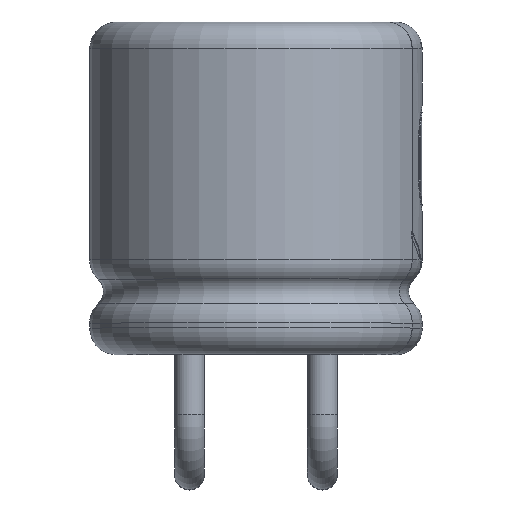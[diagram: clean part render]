
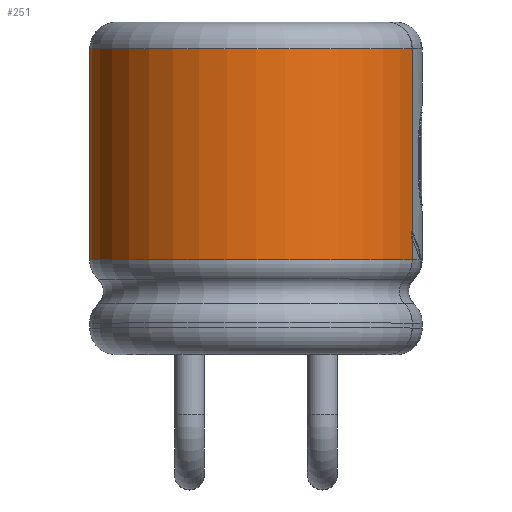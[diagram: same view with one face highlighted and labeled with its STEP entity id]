
A CAD part, top view. The second image highlights one B-rep face of the part: STEP entity #251.
In plain terms, the highlighted cylindrical face has radius 2.5 mm (diameter 5 mm), a partial arc.
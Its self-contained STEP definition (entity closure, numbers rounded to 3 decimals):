
#251=ADVANCED_FACE('',(#938),#940,.T.);
#938=FACE_BOUND('',#939,.T.);
#939=EDGE_LOOP('',(#1506,#1507,#1508,#1509,#1510,#1511,#1512,#1513,#1514,#1515,#1516,
#1517));
#940=CYLINDRICAL_SURFACE('',#941,2.5);
#941=AXIS2_PLACEMENT_3D('',#942,#943,#944);
#942=CARTESIAN_POINT('',(0.,3.226,2.6));
#943=DIRECTION('',(0.,1.,0.));
#944=DIRECTION('',(1.,0.,0.));
#1506=ORIENTED_EDGE('',*,*,#1877,.T.);
#1507=ORIENTED_EDGE('',*,*,#1878,.T.);
#1508=ORIENTED_EDGE('',*,*,#1879,.F.);
#1509=ORIENTED_EDGE('',*,*,#1880,.T.);
#1510=ORIENTED_EDGE('',*,*,#1881,.F.);
#1511=ORIENTED_EDGE('',*,*,#1882,.T.);
#1512=ORIENTED_EDGE('',*,*,#1883,.T.);
#1513=ORIENTED_EDGE('',*,*,#1844,.T.);
#1514=ORIENTED_EDGE('',*,*,#1843,.F.);
#1515=ORIENTED_EDGE('',*,*,#1884,.F.);
#1516=ORIENTED_EDGE('',*,*,#1831,.F.);
#1517=ORIENTED_EDGE('',*,*,#1860,.T.);
#1831=EDGE_CURVE('',#2068,#2070,#2071,.T.);
#1843=EDGE_CURVE('',#2090,#2084,#2092,.F.);
#1844=EDGE_CURVE('',#2093,#2084,#2094,.T.);
#1860=EDGE_CURVE('',#2068,#2121,#2123,.T.);
#1877=EDGE_CURVE('',#2121,#2148,#2149,.F.);
#1878=EDGE_CURVE('',#2148,#2150,#2151,.F.);
#1879=EDGE_CURVE('',#2152,#2150,#2153,.T.);
#1880=EDGE_CURVE('',#2152,#2154,#2155,.T.);
#1881=EDGE_CURVE('',#2156,#2154,#2157,.F.);
#1882=EDGE_CURVE('',#2156,#2158,#2159,.F.);
#1883=EDGE_CURVE('',#2158,#2093,#2160,.T.);
#1884=EDGE_CURVE('',#2070,#2090,#2161,.T.);
#2068=VERTEX_POINT('',#2576);
#2070=VERTEX_POINT('',#2580);
#2071=LINE('',#2581,#2582);
#2084=VERTEX_POINT('',#2613);
#2090=VERTEX_POINT('',#2625);
#2092=LINE('',#2630,#2631);
#2093=VERTEX_POINT('',#2633);
#2094=(BOUNDED_CURVE()B_SPLINE_CURVE(3,
(#2634,#2635,#2636,#2637),
.UNSPECIFIED.,.F.,.F.)B_SPLINE_CURVE_WITH_KNOTS((4,4),
(0.,1.),
.UNSPECIFIED.)CURVE()GEOMETRIC_REPRESENTATION_ITEM()RATIONAL_B_SPLINE_CURVE((1.,
1.,1.,1.))REPRESENTATION_ITEM(''));
#2121=VERTEX_POINT('',#2719);
#2123=(BOUNDED_CURVE()B_SPLINE_CURVE(3,
(#2723,#2724,#2725,#2726),
.UNSPECIFIED.,.F.,.F.)B_SPLINE_CURVE_WITH_KNOTS((4,4),
(0.,1.),
.UNSPECIFIED.)CURVE()GEOMETRIC_REPRESENTATION_ITEM()RATIONAL_B_SPLINE_CURVE((1.,
1.,1.,1.))REPRESENTATION_ITEM(''));
#2148=VERTEX_POINT('',#2829);
#2149=LINE('',#2830,#2831);
#2150=VERTEX_POINT('',#2833);
#2151=(BOUNDED_CURVE()B_SPLINE_CURVE(3,
(#2834,#2835,#2836,#2837),
.UNSPECIFIED.,.F.,.F.)B_SPLINE_CURVE_WITH_KNOTS((4,4),
(0.,1.),
.UNSPECIFIED.)CURVE()GEOMETRIC_REPRESENTATION_ITEM()RATIONAL_B_SPLINE_CURVE((1.,
1.,1.,1.))REPRESENTATION_ITEM(''));
#2152=VERTEX_POINT('',#2838);
#2153=LINE('',#2839,#2840);
#2154=VERTEX_POINT('',#2842);
#2155=CIRCLE('',#2843,2.5);
#2156=VERTEX_POINT('',#2847);
#2157=LINE('',#2848,#2849);
#2158=VERTEX_POINT('',#2851);
#2159=(BOUNDED_CURVE()B_SPLINE_CURVE(3,
(#2852,#2853,#2854,#2855),
.UNSPECIFIED.,.F.,.F.)B_SPLINE_CURVE_WITH_KNOTS((4,4),
(0.,1.),
.UNSPECIFIED.)CURVE()GEOMETRIC_REPRESENTATION_ITEM()RATIONAL_B_SPLINE_CURVE((1.,
1.,1.,1.))REPRESENTATION_ITEM(''));
#2160=LINE('',#2856,#2857);
#2161=CIRCLE('',#2859,2.5);
#2576=CARTESIAN_POINT('',(2.349,3.649,1.745));
#2580=CARTESIAN_POINT('',(2.349,6.4,1.745));
#2581=CARTESIAN_POINT('',(2.349,3.649,1.745));
#2582=VECTOR('',#2583,1.);
#2583=DIRECTION('',(0.,1.,0.));
#2613=CARTESIAN_POINT('',(2.349,3.649,3.455));
#2625=CARTESIAN_POINT('',(2.349,6.4,3.455));
#2630=CARTESIAN_POINT('',(2.349,3.649,3.455));
#2631=VECTOR('',#2632,1.);
#2632=DIRECTION('',(0.,1.,0.));
#2633=CARTESIAN_POINT('',(2.349,3.649,3.455));
#2634=CARTESIAN_POINT('',(2.349,3.649,3.455));
#2635=CARTESIAN_POINT('',(2.349,3.649,3.455));
#2636=CARTESIAN_POINT('',(2.349,3.649,3.455));
#2637=CARTESIAN_POINT('',(2.349,3.649,3.455));
#2719=CARTESIAN_POINT('',(2.349,3.649,1.745));
#2723=CARTESIAN_POINT('',(2.349,3.649,1.745));
#2724=CARTESIAN_POINT('',(2.349,3.649,1.745));
#2725=CARTESIAN_POINT('',(2.349,3.649,1.745));
#2726=CARTESIAN_POINT('',(2.349,3.649,1.745));
#2829=CARTESIAN_POINT('',(2.349,3.549,1.745));
#2830=CARTESIAN_POINT('',(2.349,3.549,1.745));
#2831=VECTOR('',#2832,1.);
#2832=DIRECTION('',(0.,1.,0.));
#2833=CARTESIAN_POINT('',(2.349,3.549,1.745));
#2834=CARTESIAN_POINT('',(2.349,3.549,1.745));
#2835=CARTESIAN_POINT('',(2.349,3.549,1.745));
#2836=CARTESIAN_POINT('',(2.349,3.549,1.745));
#2837=CARTESIAN_POINT('',(2.349,3.549,1.745));
#2838=CARTESIAN_POINT('',(2.349,3.226,1.745));
#2839=CARTESIAN_POINT('',(2.349,3.226,1.745));
#2840=VECTOR('',#2841,1.);
#2841=DIRECTION('',(0.,1.,0.));
#2842=CARTESIAN_POINT('',(2.349,3.226,3.455));
#2843=AXIS2_PLACEMENT_3D('',#2844,#2845,#2846);
#2844=CARTESIAN_POINT('',(0.,3.226,2.6));
#2845=DIRECTION('',(-0.,1.,0.));
#2846=DIRECTION('',(0.94,0.,-0.342));
#2847=CARTESIAN_POINT('',(2.349,3.549,3.455));
#2848=CARTESIAN_POINT('',(2.349,3.226,3.455));
#2849=VECTOR('',#2850,1.);
#2850=DIRECTION('',(0.,1.,0.));
#2851=CARTESIAN_POINT('',(2.349,3.549,3.455));
#2852=CARTESIAN_POINT('',(2.349,3.549,3.455));
#2853=CARTESIAN_POINT('',(2.349,3.549,3.455));
#2854=CARTESIAN_POINT('',(2.349,3.549,3.455));
#2855=CARTESIAN_POINT('',(2.349,3.549,3.455));
#2856=CARTESIAN_POINT('',(2.349,3.549,3.455));
#2857=VECTOR('',#2858,1.);
#2858=DIRECTION('',(0.,1.,0.));
#2859=AXIS2_PLACEMENT_3D('',#2860,#2861,#2862);
#2860=CARTESIAN_POINT('',(0.,6.4,2.6));
#2861=DIRECTION('',(-0.,1.,0.));
#2862=DIRECTION('',(0.94,0.,-0.342));
